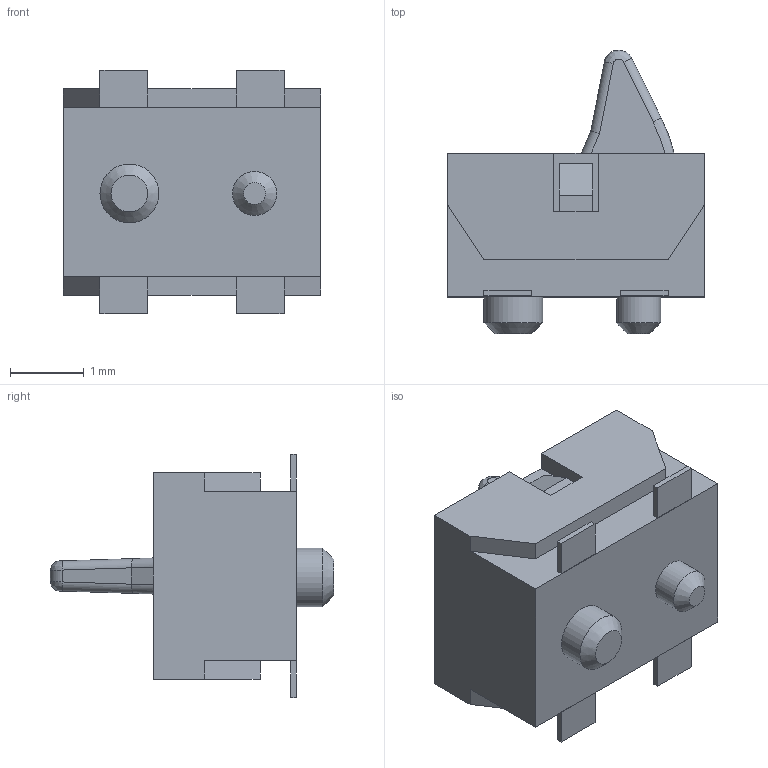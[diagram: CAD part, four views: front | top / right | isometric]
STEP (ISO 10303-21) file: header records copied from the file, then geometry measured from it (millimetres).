
FILE_DESCRIPTION( ( 'STEP AP203' ), '1' );
FILE_NAME( 'HDT0001.stp', '2018-11-30T18:47:44', ( '' ), ( '' ), ' ', 'PARTsolutions', ' ' );
FILE_SCHEMA( ( 'CONFIG_CONTROL_DESIGN' ) );
Length unit declared in the file: millimetre
Products named in the file (2): HDT0001; 1
Assembly tree (1 placements, depth 2):
  HDT0001
    1
Bounding box: 3.5 x 3.85 x 3.3 mm (x, y, z)
Volume: 9.3 mm3; surface area: 81.3 mm2
Topology: 1 solids, 1 shells, 128 faces, 331 edges, 218 vertices
Faces by surface type: plane 101, cylinder 21, bspline 4, cone 2
Full cylindrical faces by diameter (mm): 0.6 x1, 0.8 x1
Entity records: 4204 total; most frequent: CARTESIAN_POINT 1049, ORIENTED_EDGE 650, DIRECTION 587, EDGE_CURVE 325, LINE 275, VECTOR 275, VERTEX_POINT 216, AXIS2_PLACEMENT_3D 156
